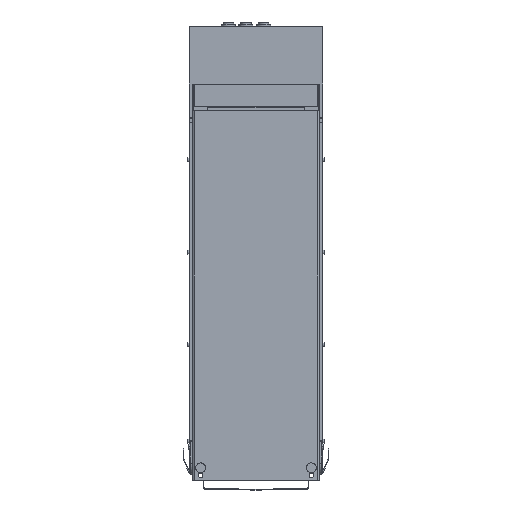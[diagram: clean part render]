
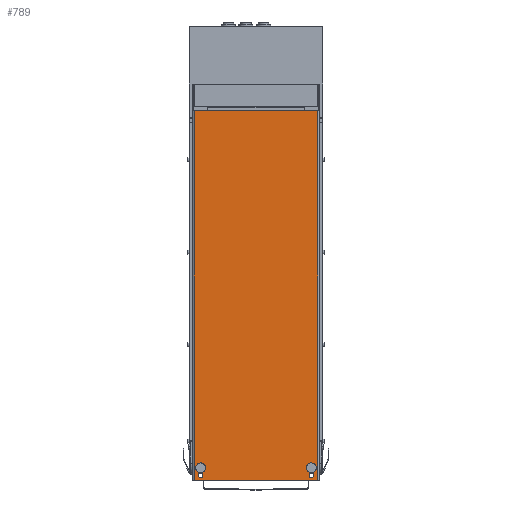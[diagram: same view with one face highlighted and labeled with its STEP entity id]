
A CAD part, front view. The second image highlights one B-rep face of the part: STEP entity #789.
In plain terms, the highlighted planar face has unit normal (0, -1, 0).
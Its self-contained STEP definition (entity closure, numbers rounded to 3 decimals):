
#789=ADVANCED_FACE('Corps principal',(#5521,#5522,#5523),#5524,.T.);
#5521=FACE_OUTER_BOUND('',#13900,.T.);
#5522=FACE_BOUND('',#13901,.T.);
#5523=FACE_BOUND('',#13902,.T.);
#5524=PLANE('',#13903);
#13900=EDGE_LOOP('',(#33889,#33890,#33891,#33892));
#13901=EDGE_LOOP('',(#33893,#33894,#33895,#33896,#33897));
#13902=EDGE_LOOP('',(#33898,#33899,#33900,#33901,#33902));
#13903=AXIS2_PLACEMENT_3D('',#33903,#33904,#33905);
#33889=ORIENTED_EDGE('',*,*,#65108,.T.);
#33890=ORIENTED_EDGE('',*,*,#65142,.F.);
#33891=ORIENTED_EDGE('',*,*,#65121,.F.);
#33892=ORIENTED_EDGE('',*,*,#65159,.T.);
#33893=ORIENTED_EDGE('',*,*,#65262,.T.);
#33894=ORIENTED_EDGE('',*,*,#65260,.T.);
#33895=ORIENTED_EDGE('',*,*,#65258,.T.);
#33896=ORIENTED_EDGE('',*,*,#65265,.T.);
#33897=ORIENTED_EDGE('',*,*,#65264,.T.);
#33898=ORIENTED_EDGE('',*,*,#65114,.T.);
#33899=ORIENTED_EDGE('',*,*,#65112,.T.);
#33900=ORIENTED_EDGE('',*,*,#65119,.T.);
#33901=ORIENTED_EDGE('',*,*,#65118,.T.);
#33902=ORIENTED_EDGE('',*,*,#65116,.T.);
#33903=CARTESIAN_POINT('',(122.5,0.0,0.0));
#33904=DIRECTION('',(0.0,-1.0,0.0));
#33905=DIRECTION('',(0.0,0.0,-1.0));
#65108=EDGE_CURVE('',#76865,#76863,#76866,.F.);
#65112=EDGE_CURVE('',#76868,#76870,#76872,.T.);
#65114=EDGE_CURVE('',#76873,#76868,#76875,.F.);
#65116=EDGE_CURVE('',#76876,#76873,#76878,.T.);
#65118=EDGE_CURVE('',#76879,#76876,#76881,.F.);
#65119=EDGE_CURVE('',#76870,#76879,#76882,.T.);
#65121=EDGE_CURVE('',#76883,#76885,#76886,.F.);
#65142=EDGE_CURVE('',#76885,#76863,#76921,.F.);
#65159=EDGE_CURVE('',#76883,#76865,#76946,.F.);
#65258=EDGE_CURVE('',#77139,#77141,#77143,.T.);
#65260=EDGE_CURVE('',#77144,#77139,#77146,.T.);
#65262=EDGE_CURVE('',#77147,#77144,#77149,.F.);
#65264=EDGE_CURVE('',#77150,#77147,#77152,.T.);
#65265=EDGE_CURVE('',#77141,#77150,#77153,.F.);
#76863=VERTEX_POINT('',#97472);
#76865=VERTEX_POINT('',#97474);
#76866=LINE('',#97475,#97476);
#76868=VERTEX_POINT('',#97478);
#76870=VERTEX_POINT('',#97481);
#76872=CIRCLE('',#97484,10.0);
#76873=VERTEX_POINT('',#97485);
#76875=LINE('',#97488,#97489);
#76876=VERTEX_POINT('',#97490);
#76878=CIRCLE('',#97493,4.5);
#76879=VERTEX_POINT('',#97494);
#76881=LINE('',#97497,#97498);
#76882=CIRCLE('',#97499,10.0);
#76883=VERTEX_POINT('',#97500);
#76885=VERTEX_POINT('',#97502);
#76886=LINE('',#97503,#97504);
#76921=LINE('',#97554,#97555);
#76946=LINE('',#97593,#97594);
#77139=VERTEX_POINT('',#97831);
#77141=VERTEX_POINT('',#97834);
#77143=CIRCLE('',#97837,10.0);
#77144=VERTEX_POINT('',#97838);
#77146=CIRCLE('',#97841,10.0);
#77147=VERTEX_POINT('',#97842);
#77149=LINE('',#97845,#97846);
#77150=VERTEX_POINT('',#97847);
#77152=CIRCLE('',#97850,4.5);
#77153=LINE('',#97851,#97852);
#97472=CARTESIAN_POINT('',(122.5,0.0,-736.0));
#97474=CARTESIAN_POINT('',(-122.5,0.,-736.0));
#97475=CARTESIAN_POINT('',(0.0,0.0,-736.0));
#97476=VECTOR('',#132342,1.0);
#97478=CARTESIAN_POINT('',(105.5,0.0,-719.93));
#97481=CARTESIAN_POINT('',(105.5,0.0,-702.07));
#97484=AXIS2_PLACEMENT_3D('',#132348,#132349,#132350);
#97485=CARTESIAN_POINT('',(105.5,0.0,-726.0));
#97488=CARTESIAN_POINT('',(105.5,0.0,-722.965));
#97489=VECTOR('',#132352,1.0);
#97490=CARTESIAN_POINT('',(114.5,0.0,-726.0));
#97493=AXIS2_PLACEMENT_3D('',#132354,#132355,#132356);
#97494=CARTESIAN_POINT('',(114.5,0.0,-719.93));
#97497=CARTESIAN_POINT('',(114.5,0.0,-722.965));
#97498=VECTOR('',#132358,1.0);
#97499=AXIS2_PLACEMENT_3D('',#132359,#132360,#132361);
#97500=CARTESIAN_POINT('',(-122.5,0.,0.0));
#97502=CARTESIAN_POINT('',(122.5,0.0,0.0));
#97503=CARTESIAN_POINT('',(0.0,0.0,0.0));
#97504=VECTOR('',#132365,1.0);
#97554=CARTESIAN_POINT('',(122.5,0.,-367.75));
#97555=VECTOR('',#132396,1.0);
#97593=CARTESIAN_POINT('',(-122.5,0.,-367.75));
#97594=VECTOR('',#132419,1.0);
#97831=CARTESIAN_POINT('',(-114.5,0.0,-702.07));
#97834=CARTESIAN_POINT('',(-105.5,0.0,-719.93));
#97837=AXIS2_PLACEMENT_3D('',#132622,#132623,#132624);
#97838=CARTESIAN_POINT('',(-114.5,0.0,-719.93));
#97841=AXIS2_PLACEMENT_3D('',#132626,#132627,#132628);
#97842=CARTESIAN_POINT('',(-114.5,0.0,-726.0));
#97845=CARTESIAN_POINT('',(-114.5,0.0,-722.965));
#97846=VECTOR('',#132630,1.0);
#97847=CARTESIAN_POINT('',(-105.5,0.0,-726.0));
#97850=AXIS2_PLACEMENT_3D('',#132632,#132633,#132634);
#97851=CARTESIAN_POINT('',(-105.5,0.0,-722.965));
#97852=VECTOR('',#132635,1.0);
#132342=DIRECTION('',(-1.0,0.0,0.0));
#132348=CARTESIAN_POINT('',(110.0,0.0,-711.0));
#132349=DIRECTION('',(0.0,1.0,-0.0));
#132350=DIRECTION('',(1.0,0.0,0.0));
#132352=DIRECTION('',(0.0,0.0,-1.0));
#132354=CARTESIAN_POINT('',(110.0,0.0,-726.0));
#132355=DIRECTION('',(0.0,1.0,-0.0));
#132356=DIRECTION('',(1.0,0.0,0.0));
#132358=DIRECTION('',(0.0,0.0,1.0));
#132359=CARTESIAN_POINT('',(110.0,0.0,-711.0));
#132360=DIRECTION('',(0.0,1.0,-0.0));
#132361=DIRECTION('',(1.0,0.0,0.0));
#132365=DIRECTION('',(-1.0,0.0,0.0));
#132396=DIRECTION('',(0.0,0.0,1.0));
#132419=DIRECTION('',(0.0,0.0,1.0));
#132622=CARTESIAN_POINT('',(-110.0,0.0,-711.0));
#132623=DIRECTION('',(0.0,1.0,-0.0));
#132624=DIRECTION('',(1.0,0.0,0.0));
#132626=CARTESIAN_POINT('',(-110.0,0.0,-711.0));
#132627=DIRECTION('',(0.0,1.0,-0.0));
#132628=DIRECTION('',(1.0,0.0,0.0));
#132630=DIRECTION('',(0.0,0.0,-1.0));
#132632=CARTESIAN_POINT('',(-110.0,0.0,-726.0));
#132633=DIRECTION('',(0.0,1.0,-0.0));
#132634=DIRECTION('',(1.0,0.0,0.0));
#132635=DIRECTION('',(0.0,0.0,1.0));
